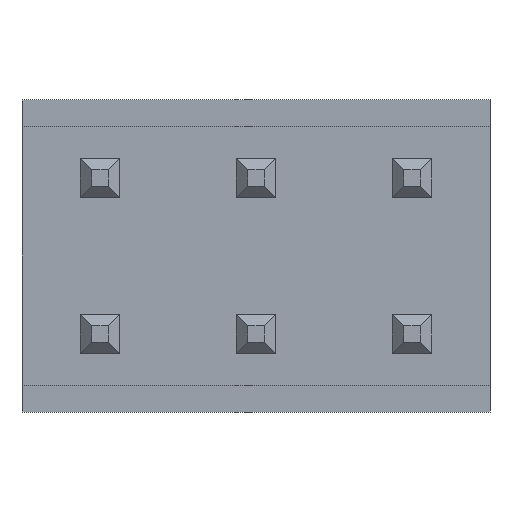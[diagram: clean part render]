
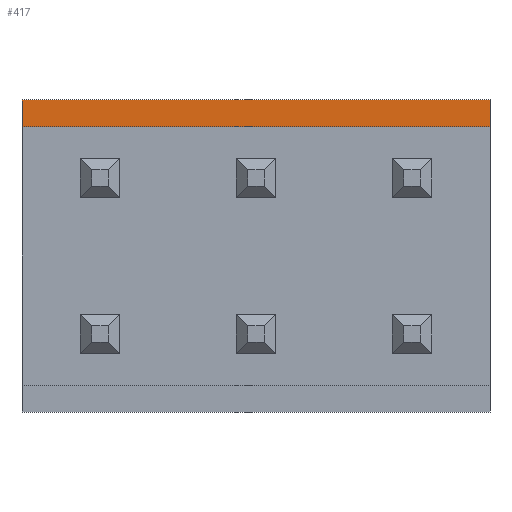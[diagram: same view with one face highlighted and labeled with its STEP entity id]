
A CAD part, front view. The second image highlights one B-rep face of the part: STEP entity #417.
In plain terms, the highlighted planar face has unit normal (0, -1, 0).
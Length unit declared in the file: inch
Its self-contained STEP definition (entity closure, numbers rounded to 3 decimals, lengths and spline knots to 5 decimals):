
#417 = ADVANCED_FACE( '', ( #907 ), #908, .F. );
#907 = FACE_OUTER_BOUND( '', #1487, .T. );
#908 = PLANE( '', #1488 );
#1487 = EDGE_LOOP( '', ( #2520, #2521, #2522, #2523 ) );
#1488 = AXIS2_PLACEMENT_3D( '', #2524, #2525, #2526 );
#2520 = ORIENTED_EDGE( '', *, *, #3801, .F. );
#2521 = ORIENTED_EDGE( '', *, *, #3802, .T. );
#2522 = ORIENTED_EDGE( '', *, *, #3803, .F. );
#2523 = ORIENTED_EDGE( '', *, *, #3471, .F. );
#2524 = CARTESIAN_POINT( '', ( 0., 0., 0. ) );
#2525 = DIRECTION( '', ( 0., 1., 0. ) );
#2526 = DIRECTION( '', ( 0., 0., 1. ) );
#3471 = EDGE_CURVE( '', #4145, #4146, #4147, .T. );
#3801 = EDGE_CURVE( '', #4666, #4145, #4667, .T. );
#3802 = EDGE_CURVE( '', #4666, #4668, #4669, .T. );
#3803 = EDGE_CURVE( '', #4146, #4668, #4670, .T. );
#4145 = VERTEX_POINT( '', #5101 );
#4146 = VERTEX_POINT( '', #5102 );
#4147 = LINE( '', #5103, #5104 );
#4666 = VERTEX_POINT( '', #5883 );
#4667 = LINE( '', #5884, #5885 );
#4668 = VERTEX_POINT( '', #5886 );
#4669 = LINE( '', #5887, #5888 );
#4670 = LINE( '', #5889, #5890 );
#5101 = CARTESIAN_POINT( '', ( -0.15, 0., 0.1 ) );
#5102 = CARTESIAN_POINT( '', ( 0.15, 0., 0.1 ) );
#5103 = CARTESIAN_POINT( '', ( -0.15, 0., 0.1 ) );
#5104 = VECTOR( '', #6332, 39.37008 );
#5883 = CARTESIAN_POINT( '', ( -0.15, 0., 0.083 ) );
#5884 = CARTESIAN_POINT( '', ( -0.15, 0., -0.1 ) );
#5885 = VECTOR( '', #6593, 39.37008 );
#5886 = CARTESIAN_POINT( '', ( 0.15, 0., 0.083 ) );
#5887 = CARTESIAN_POINT( '', ( -0.15, 0., 0.083 ) );
#5888 = VECTOR( '', #6594, 39.37008 );
#5889 = CARTESIAN_POINT( '', ( 0.15, 0., 0.1 ) );
#5890 = VECTOR( '', #6595, 39.37008 );
#6332 = DIRECTION( '', ( 1., 0., 0. ) );
#6593 = DIRECTION( '', ( 0., 0., 1. ) );
#6594 = DIRECTION( '', ( 1., 0., 0. ) );
#6595 = DIRECTION( '', ( 0., 0., -1. ) );
